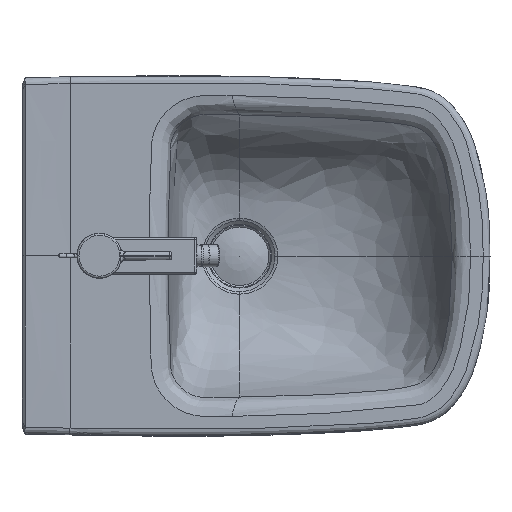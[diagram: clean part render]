
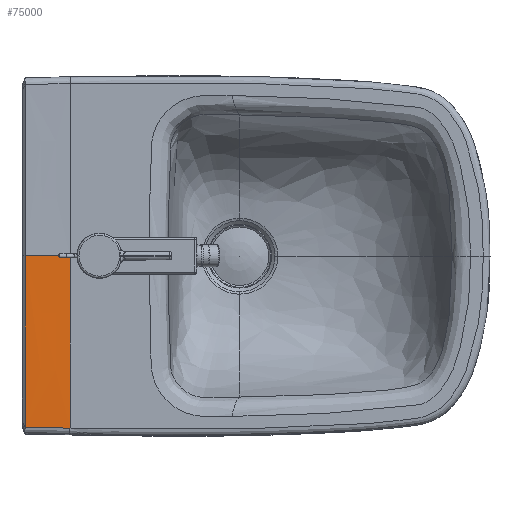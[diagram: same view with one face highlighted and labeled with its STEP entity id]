
A CAD part, top view. The second image highlights one B-rep face of the part: STEP entity #75000.
In plain terms, the highlighted free-form (B-spline) face has degree [3, 3] with [4, 4] control points.
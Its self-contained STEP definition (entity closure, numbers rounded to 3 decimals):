
#3633=CARTESIAN_POINT('',(49.0,0.,0.));
#3634=VERTEX_POINT('',#3633);
#74923=CARTESIAN_POINT('',(2.996,0.,1.35));
#74924=CARTESIAN_POINT('',(21.265,0.,0.45));
#74925=CARTESIAN_POINT('',(36.599,0.,0.));
#74926=CARTESIAN_POINT('',(49.0,0.,0.));
#74927=CARTESIAN_POINT('',(2.99,-58.643,1.35));
#74928=CARTESIAN_POINT('',(21.184,-58.753,0.45));
#74929=CARTESIAN_POINT('',(35.815,-58.885,0.));
#74930=CARTESIAN_POINT('',(49.0,-58.965,0.));
#74931=CARTESIAN_POINT('',(2.672,-117.295,0.982));
#74932=CARTESIAN_POINT('',(19.059,-117.56,0.626));
#74933=CARTESIAN_POINT('',(34.629,-117.767,0.));
#74934=CARTESIAN_POINT('',(49.0,-117.93,0.));
#74935=CARTESIAN_POINT('',(2.534,-175.931,0.105));
#74936=CARTESIAN_POINT('',(18.117,-176.303,0.069));
#74937=CARTESIAN_POINT('',(33.623,-176.624,0.));
#74938=CARTESIAN_POINT('',(49.,-176.895,0.));
#74939=B_SPLINE_SURFACE_WITH_KNOTS('',3,3,((#74923,#74927,#74931,#74935),(#74924,#74928,#74932,#74936),(#74925,#74929,#74933,#74937),(#74926,#74930,#74934,#74938)),.UNSPECIFIED.,.F.,.F.,.U.,(4,4),(4,4),(2.521,49.026),(0.0,176.433),.UNSPECIFIED.);
#74940=CARTESIAN_POINT('',(49.,-176.831,0.));
#74941=VERTEX_POINT('',#74940);
#74942=CARTESIAN_POINT('',(3.,-175.942,0.104));
#74943=VERTEX_POINT('',#74942);
#74944=CARTESIAN_POINT('',(49.,-176.831,0.));
#74945=CARTESIAN_POINT('',(45.934,-176.775,0.));
#74946=CARTESIAN_POINT('',(42.719,-176.717,0.003));
#74947=CARTESIAN_POINT('',(39.651,-176.661,0.008));
#74948=CARTESIAN_POINT('',(39.208,-176.653,0.008));
#74949=CARTESIAN_POINT('',(38.767,-176.645,0.009));
#74950=CARTESIAN_POINT('',(38.326,-176.637,0.01));
#74951=CARTESIAN_POINT('',(32.448,-176.53,0.02));
#74952=CARTESIAN_POINT('',(26.56,-176.422,0.037));
#74953=CARTESIAN_POINT('',(20.665,-176.308,0.054));
#74954=CARTESIAN_POINT('',(15.969,-176.217,0.068));
#74955=CARTESIAN_POINT('',(11.268,-176.122,0.083));
#74956=CARTESIAN_POINT('',(6.563,-176.02,0.095));
#74957=CARTESIAN_POINT('',(5.361,-175.994,0.099));
#74958=CARTESIAN_POINT('',(4.165,-175.968,0.102));
#74959=CARTESIAN_POINT('',(3.,-175.942,0.104));
#74960=B_SPLINE_CURVE_WITH_KNOTS('',3,(#74944,#74945,#74946,#74947,#74948,#74949,#74950,#74951,#74952,#74953,#74954,#74955,#74956,#74957,#74958,#74959),.UNSPECIFIED.,.F.,.U.,(4,3,3,3,3,4),(86.171,99.168,101.045,126.063,145.989,151.081),.UNSPECIFIED.);
#74961=EDGE_CURVE('',#74941,#74943,#74960,.T.);
#74962=ORIENTED_EDGE('',*,*,#74961,.F.);
#74963=CARTESIAN_POINT('',(49.0,0.,0.));
#74964=DIRECTION('',(0.,-1.,0.));
#74965=VECTOR('',#74964,176.831);
#74966=LINE('',#74963,#74965);
#74967=EDGE_CURVE('',#3634,#74941,#74966,.T.);
#74968=ORIENTED_EDGE('',*,*,#74967,.F.);
#74969=CARTESIAN_POINT('',(2.996,0.,1.35));
#74970=VERTEX_POINT('',#74969);
#74971=CARTESIAN_POINT('',(2.996,0.,1.35));
#74972=CARTESIAN_POINT('',(16.736,0.,0.673));
#74973=CARTESIAN_POINT('',(29.824,0.,0.197));
#74974=CARTESIAN_POINT('',(41.671,0.,0.048));
#74975=CARTESIAN_POINT('',(44.174,0.,0.017));
#74976=CARTESIAN_POINT('',(46.62,0.,0.));
#74977=CARTESIAN_POINT('',(49.,0.,0.));
#74978=B_SPLINE_CURVE_WITH_KNOTS('',3,(#74971,#74972,#74973,#74974,#74975,#74976,#74977),.UNSPECIFIED.,.F.,.U.,(4,3,4),(3.918,58.014,69.444),.UNSPECIFIED.);
#74979=EDGE_CURVE('',#74970,#3634,#74978,.T.);
#74980=ORIENTED_EDGE('',*,*,#74979,.F.);
#74981=CARTESIAN_POINT('',(3.,-175.942,0.104));
#74982=CARTESIAN_POINT('',(3.,-168.615,0.213));
#74983=CARTESIAN_POINT('',(3.,-161.284,0.313));
#74984=CARTESIAN_POINT('',(3.,-146.63,0.499));
#74985=CARTESIAN_POINT('',(3.,-139.298,0.585));
#74986=CARTESIAN_POINT('',(2.999,-117.324,0.82));
#74987=CARTESIAN_POINT('',(2.999,-102.647,0.948));
#74988=CARTESIAN_POINT('',(2.998,-73.336,1.151));
#74989=CARTESIAN_POINT('',(2.997,-58.665,1.226));
#74990=CARTESIAN_POINT('',(2.997,-36.665,1.301));
#74991=CARTESIAN_POINT('',(2.997,-29.333,1.319));
#74992=CARTESIAN_POINT('',(2.996,-14.665,1.344));
#74993=CARTESIAN_POINT('',(2.996,-7.337,1.35));
#74994=CARTESIAN_POINT('',(2.996,0.,1.35));
#74995=B_SPLINE_CURVE_WITH_KNOTS('',3,(#74981,#74982,#74983,#74984,#74985,#74986,#74987,#74988,#74989,#74990,#74991,#74992,#74993,#74994),.UNSPECIFIED.,.F.,.U.,(4,2,2,2,2,2,4),(-17.602,-15.402,-13.202,-8.804,-4.402,-2.201,0.0),.UNSPECIFIED.);
#74996=EDGE_CURVE('',#74943,#74970,#74995,.T.);
#74997=ORIENTED_EDGE('',*,*,#74996,.F.);
#74998=EDGE_LOOP('',(#74962,#74968,#74980,#74997));
#74999=FACE_OUTER_BOUND('',#74998,.T.);
#75000=ADVANCED_FACE('',(#74999),#74939,.F.);
